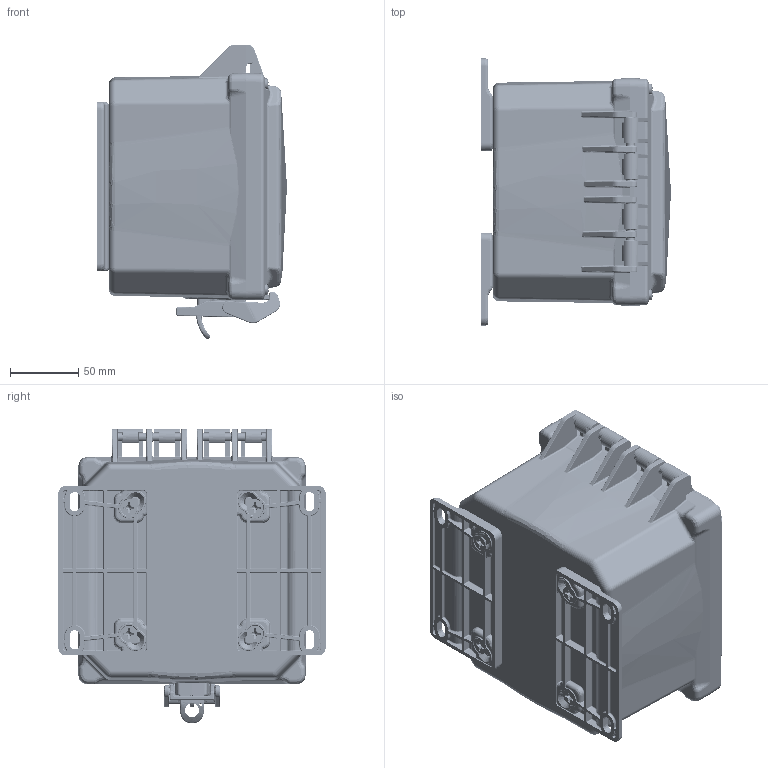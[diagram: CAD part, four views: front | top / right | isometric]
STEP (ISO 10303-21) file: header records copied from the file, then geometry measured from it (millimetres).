
FILE_DESCRIPTION((''),'2;1');
FILE_NAME('H6064HFNL_ASM','2016-11-29T',('tstokes'),(''),'CREO PARAMETRIC BY PTC INC, 2016050','CREO PARAMETRIC BY PTC INC, 2016050','');
FILE_SCHEMA(('CONFIG_CONTROL_DESIGN'));
Products named in the file (15): H664BH; 9912525-80-10; 9912521-80-10; H664BH_ASM; H66CHO; 9912538-82-10; MFLK6; 9912530-82-10; LWRLL-100; UPRLL-100; BMTLL-100; LLPC-100_ASM; 9912576-82-10; 9912568-82-10; H6064HFNL_ASM
Assembly tree (33 placements, depth 3):
  H6064HFNL_ASM
    H664BH_ASM
      H664BH
      9912525-80-10  x8
      9912521-80-10  x4
    H66CHO
    9912538-82-10  x4
    MFLK6  x2
    9912530-82-10  x4
    LLPC-100_ASM
      LWRLL-100
      UPRLL-100
      BMTLL-100
    9912576-82-10  x2
    9912568-82-10  x2
Bounding box: 138.81 x 195.33 x 215.57 mm (x, y, z)
Volume: 668791.2 mm3; surface area: 371701.8 mm2
Topology: 31 solids, 31 shells, 6261 faces, 15478 edges, 9502 vertices
Faces by surface type: plane 2583, cylinder 1910, bspline 1122, cone 332, sphere 176, torus 138
Entity records: 198042 total; most frequent: CARTESIAN_POINT 87259, ORIENTED_EDGE 24726, DIRECTION 20210, EDGE_CURVE 12363, VERTEX_POINT 7582, VECTOR 7440, LINE 7440, AXIS2_PLACEMENT_3D 6385
